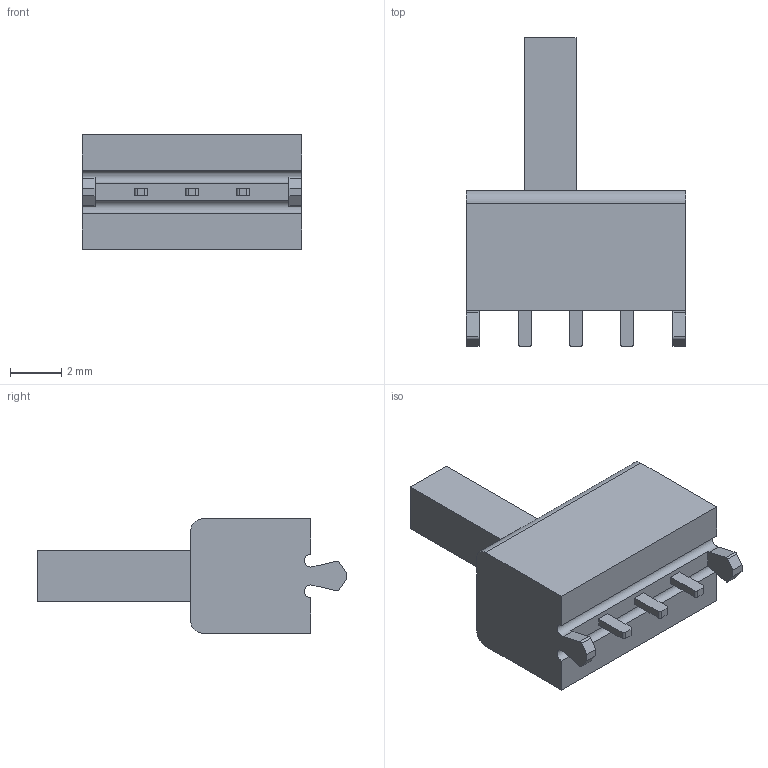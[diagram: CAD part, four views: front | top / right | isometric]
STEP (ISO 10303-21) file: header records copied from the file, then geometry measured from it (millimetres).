
FILE_DESCRIPTION(/* description */ (''),/* implementation_level */ '2;1');
FILE_NAME(/* name */ 'SS-12D07-6.step',/* time_stamp */ '2024-10-23T16:45:52+01:00',/* author */ (''),/* organization */ (''),/* preprocessor_version */ 'ST-DEVELOPER v20',/* originating_system */ 'Autodesk Translation Framework v13.20.0.188',/* authorisation */ '');
FILE_SCHEMA (('AUTOMOTIVE_DESIGN { 1 0 10303 214 3 1 1 }'));
Length unit declared in the file: millimetre
Products named in the file (1): SS-12D07-6
Bounding box: 8.6 x 12.11 x 4.5 mm (x, y, z)
Volume: 193.1 mm3; surface area: 303.1 mm2
Topology: 2 solids, 2 shells, 60 faces, 156 edges, 104 vertices
Faces by surface type: plane 46, cylinder 14
Entity records: 1871 total; most frequent: CARTESIAN_POINT 321, ORIENTED_EDGE 312, DIRECTION 310, EDGE_CURVE 156, LINE 124, VECTOR 124, VERTEX_POINT 104, AXIS2_PLACEMENT_3D 93
